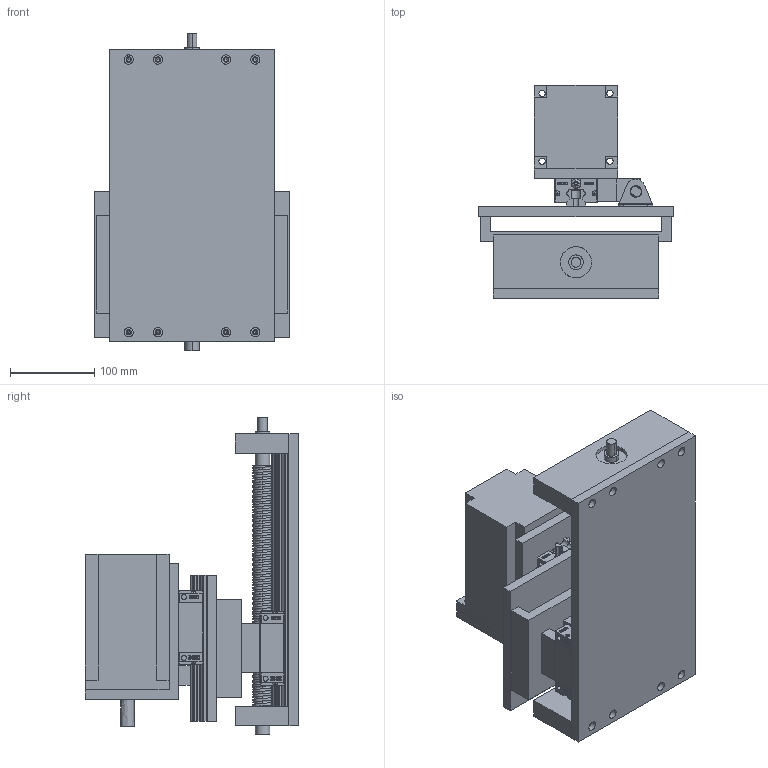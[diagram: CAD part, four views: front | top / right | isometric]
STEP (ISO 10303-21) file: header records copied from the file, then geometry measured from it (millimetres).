
FILE_DESCRIPTION(('FreeCAD Model'),'2;1');
FILE_NAME('Open CASCADE Shape Model','2025-05-02T05:07:37',('FreeCAD'),( 'FreeCAD'),'Open CASCADE STEP processor 7.6','FreeCAD','Unknown');
FILE_SCHEMA(('AUTOMOTIVE_DESIGN { 1 0 10303 214 1 1 1 1 }'));
Products named in the file (1): Open CASCADE STEP translator 7.6 1
Bounding box: 231.67 x 253.71 x 377.62 mm (x, y, z)
Volume: 4898148.5 mm3; surface area: 813781.8 mm2
Topology: 33 solids, 34 shells, 4684 faces, 13037 edges, 8453 vertices
Faces by surface type: bspline 4684
Entity records: 172402 total; most frequent: CARTESIAN_POINT 96265, ORIENTED_EDGE 25546, EDGE_CURVE 12773, B_SPLINE_CURVE_WITH_KNOTS 11074, VERTEX_POINT 8453, FACE_BOUND 5102, EDGE_LOOP 5102, ADVANCED_FACE 4684
